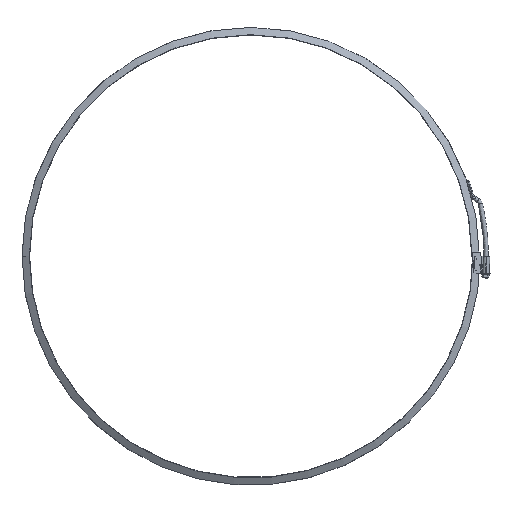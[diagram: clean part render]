
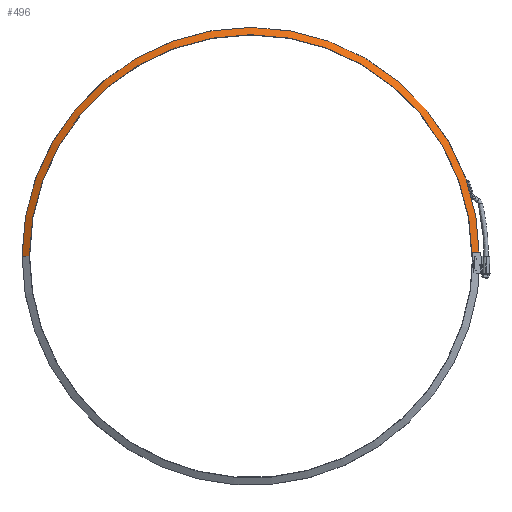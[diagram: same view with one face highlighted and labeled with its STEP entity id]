
A CAD part, top view. The second image highlights one B-rep face of the part: STEP entity #496.
In plain terms, the highlighted conical face has half-angle 60 degrees and reference radius 657.65 mm.
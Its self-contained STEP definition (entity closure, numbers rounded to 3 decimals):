
#133=CONICAL_SURFACE('',#2823,657.65,60.);
#338=FACE_OUTER_BOUND('',#1007,.T.);
#496=ADVANCED_FACE('',(#338),#133,.T.);
#621=LINE('',#5311,#731);
#632=LINE('',#5368,#742);
#731=VECTOR('',#3261,1.);
#742=VECTOR('',#3330,1.);
#1007=EDGE_LOOP('',(#1518,#1519,#1520,#1521));
#1518=ORIENTED_EDGE('',*,*,#2270,.T.);
#1519=ORIENTED_EDGE('',*,*,#2271,.T.);
#1520=ORIENTED_EDGE('',*,*,#2268,.F.);
#1521=ORIENTED_EDGE('',*,*,#2242,.F.);
#1933=VERTEX_POINT('',#5306);
#1935=VERTEX_POINT('',#5312);
#1950=VERTEX_POINT('',#5363);
#1951=VERTEX_POINT('',#5367);
#2242=EDGE_CURVE('',#1933,#1935,#621,.T.);
#2268=EDGE_CURVE('',#1935,#1950,#2587,.T.);
#2270=EDGE_CURVE('',#1933,#1951,#2589,.T.);
#2271=EDGE_CURVE('',#1951,#1950,#632,.T.);
#2587=CIRCLE('',#2819,678.25);
#2589=CIRCLE('',#2822,657.65);
#2819=AXIS2_PLACEMENT_3D('',#5362,#3322,#3323);
#2822=AXIS2_PLACEMENT_3D('',#5366,#3328,#3329);
#2823=AXIS2_PLACEMENT_3D('',#5369,#3331,#3332);
#3261=DIRECTION('',(-0.866,0.,-0.5));
#3322=DIRECTION('',(0.,0.,-1.));
#3323=DIRECTION('',(-1.,0.,0.));
#3328=DIRECTION('',(0.,0.,-1.));
#3329=DIRECTION('',(-1.,0.,0.));
#3330=DIRECTION('',(0.866,0.,-0.5));
#3331=DIRECTION('',(0.,0.,-1.));
#3332=DIRECTION('',(-1.,0.,0.));
#5306=CARTESIAN_POINT('',(-657.65,0.,18.681));
#5311=CARTESIAN_POINT('',(-657.65,0.,18.681));
#5312=CARTESIAN_POINT('',(-678.25,0.,6.788));
#5362=CARTESIAN_POINT('',(0.,0.,6.788));
#5363=CARTESIAN_POINT('',(678.25,0.,6.788));
#5366=CARTESIAN_POINT('',(0.,0.,18.681));
#5367=CARTESIAN_POINT('',(657.65,0.,18.681));
#5368=CARTESIAN_POINT('',(657.65,0.,18.681));
#5369=CARTESIAN_POINT('',(0.,0.,18.681));
